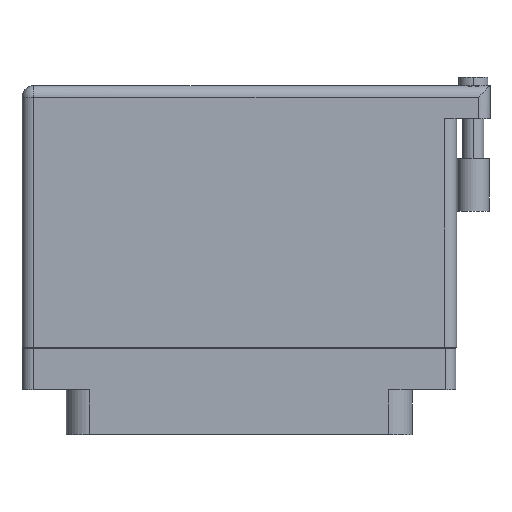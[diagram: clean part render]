
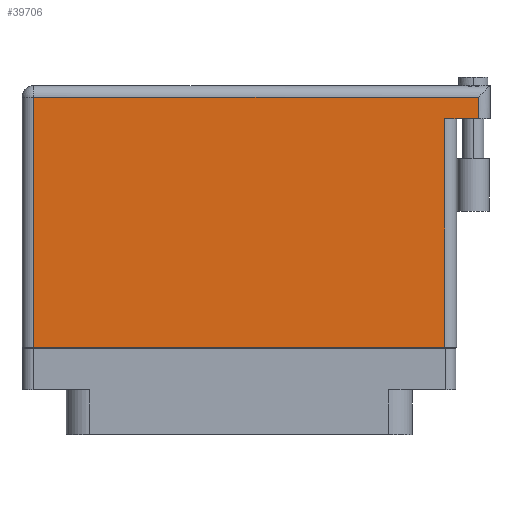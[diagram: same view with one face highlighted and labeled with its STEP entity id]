
A CAD part, front view. The second image highlights one B-rep face of the part: STEP entity #39706.
In plain terms, the highlighted face is planar.
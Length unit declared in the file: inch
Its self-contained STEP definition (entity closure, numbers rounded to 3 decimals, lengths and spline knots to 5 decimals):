
#28 = VECTOR ( 'NONE', #27792, 39.37008 ) ;
#3074 = CARTESIAN_POINT ( 'NONE',  ( 1.43, 1.396, 0.4495 ) ) ;
#3901 = CARTESIAN_POINT ( 'NONE',  ( 1.43, 1.269, 0.4495 ) ) ;
#4166 = PLANE ( 'NONE',  #44551 ) ;
#5129 = VERTEX_POINT ( 'NONE', #24226 ) ;
#5543 = EDGE_CURVE ( 'NONE', #8856, #15571, #34285, .T. ) ;
#5991 = DIRECTION ( 'NONE',  ( 1., 0., 0. ) ) ;
#6412 = LINE ( 'NONE', #42207, #28 ) ;
#6655 = EDGE_CURVE ( 'NONE', #19711, #11288, #36404, .T. ) ;
#7898 = ORIENTED_EDGE ( 'NONE', *, *, #38037, .T. ) ;
#8856 = VERTEX_POINT ( 'NONE', #3074 ) ;
#11288 = VERTEX_POINT ( 'NONE', #37738 ) ;
#15571 = VERTEX_POINT ( 'NONE', #33343 ) ;
#15917 = LINE ( 'NONE', #42066, #26804 ) ;
#18564 = DIRECTION ( 'NONE',  ( -1., 0., 0. ) ) ;
#19342 = VECTOR ( 'NONE', #34480, 39.37008 ) ;
#19711 = VERTEX_POINT ( 'NONE', #41059 ) ;
#20259 = DIRECTION ( 'NONE',  ( 0., 1., 0. ) ) ;
#20541 = CARTESIAN_POINT ( 'NONE',  ( -1.3, -0.1, 0.4495 ) ) ;
#22089 = DIRECTION ( 'NONE',  ( 0., 0., -1. ) ) ;
#22205 = VECTOR ( 'NONE', #40831, 39.37008 ) ;
#22356 = ORIENTED_EDGE ( 'NONE', *, *, #5543, .T. ) ;
#23388 = CARTESIAN_POINT ( 'NONE',  ( -1.3, 1.396, 0.4495 ) ) ;
#23635 = EDGE_CURVE ( 'NONE', #15571, #5129, #44538, .T. ) ;
#24226 = CARTESIAN_POINT ( 'NONE',  ( -1.23, -0.1, 0.4495 ) ) ;
#25762 = EDGE_CURVE ( 'NONE', #5129, #19711, #38072, .T. ) ;
#26804 = VECTOR ( 'NONE', #20259, 39.37008 ) ;
#27792 = DIRECTION ( 'NONE',  ( -1., 0., 0. ) ) ;
#28280 = EDGE_CURVE ( 'NONE', #30555, #11288, #6412, .T. ) ;
#30555 = VERTEX_POINT ( 'NONE', #3901 ) ;
#31783 = CARTESIAN_POINT ( 'NONE',  ( 1.23, 1.269, 0.4495 ) ) ;
#32133 = EDGE_LOOP ( 'NONE', ( #39115, #41832, #41117, #7898, #22356, #45678 ) ) ;
#33326 = CARTESIAN_POINT ( 'NONE',  ( -1.23, -0.1, 0.4495 ) ) ;
#33343 = CARTESIAN_POINT ( 'NONE',  ( -1.23, 1.396, 0.4495 ) ) ;
#34285 = LINE ( 'NONE', #23388, #19342 ) ;
#34480 = DIRECTION ( 'NONE',  ( -1., 0., 0. ) ) ;
#35777 = DIRECTION ( 'NONE',  ( 0., 1., 0. ) ) ;
#36404 = LINE ( 'NONE', #31783, #47254 ) ;
#37738 = CARTESIAN_POINT ( 'NONE',  ( 1.23, 1.269, 0.4495 ) ) ;
#38037 = EDGE_CURVE ( 'NONE', #30555, #8856, #15917, .T. ) ;
#38072 = LINE ( 'NONE', #20541, #42643 ) ;
#39115 = ORIENTED_EDGE ( 'NONE', *, *, #25762, .T. ) ;
#39706 = ADVANCED_FACE ( 'NONE', ( #46675 ), #4166, .F. ) ;
#40679 = CARTESIAN_POINT ( 'NONE',  ( -1.3, 1.466, 0.4495 ) ) ;
#40831 = DIRECTION ( 'NONE',  ( 0., -1., 0. ) ) ;
#41059 = CARTESIAN_POINT ( 'NONE',  ( 1.23, -0.1, 0.4495 ) ) ;
#41117 = ORIENTED_EDGE ( 'NONE', *, *, #28280, .F. ) ;
#41832 = ORIENTED_EDGE ( 'NONE', *, *, #6655, .T. ) ;
#42066 = CARTESIAN_POINT ( 'NONE',  ( 1.43, 1.466, 0.4495 ) ) ;
#42207 = CARTESIAN_POINT ( 'NONE',  ( 1.5, 1.269, 0.4495 ) ) ;
#42643 = VECTOR ( 'NONE', #5991, 39.37008 ) ;
#44538 = LINE ( 'NONE', #33326, #22205 ) ;
#44551 = AXIS2_PLACEMENT_3D ( 'NONE', #40679, #22089, #18564 ) ;
#45678 = ORIENTED_EDGE ( 'NONE', *, *, #23635, .T. ) ;
#46675 = FACE_OUTER_BOUND ( 'NONE', #32133, .T. ) ;
#47254 = VECTOR ( 'NONE', #35777, 39.37008 ) ;
